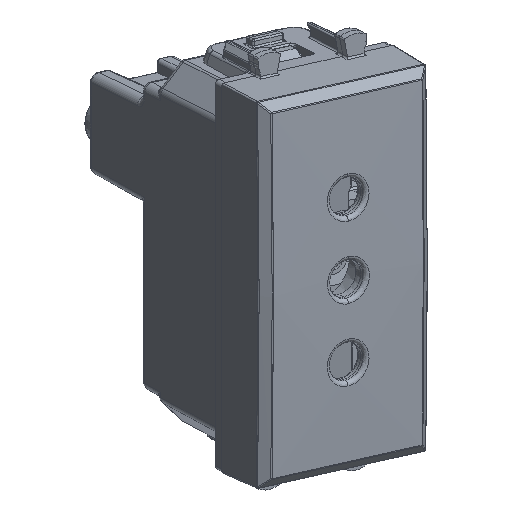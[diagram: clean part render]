
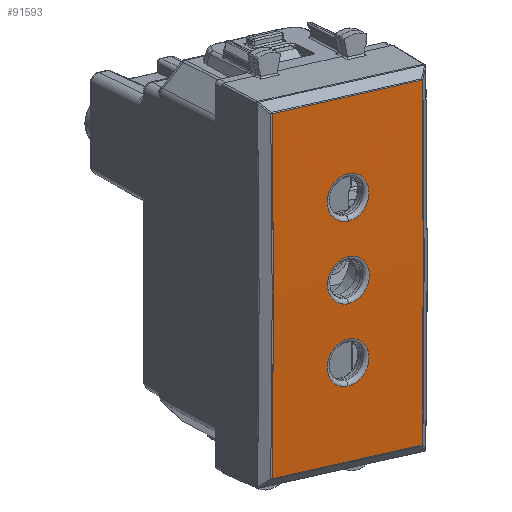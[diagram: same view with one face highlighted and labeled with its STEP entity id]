
A CAD part, top view. The second image highlights one B-rep face of the part: STEP entity #91593.
In plain terms, the highlighted cylindrical face has radius 825.133 mm (diameter 1650.27 mm), a partial arc.
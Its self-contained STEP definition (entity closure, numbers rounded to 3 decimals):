
#85729=CARTESIAN_POINT('Vertex',(21.01,9.713,9.007)) ;
#85732=CARTESIAN_POINT('Line Origine',(21.01,0.,9.007)) ;
#85736=CARTESIAN_POINT('Vertex',(21.01,-9.713,9.007)) ;
#91453=CARTESIAN_POINT('Axis2P3D Location',(0.,0.,-815.858)) ;
#91459=CARTESIAN_POINT('Control Point',(-21.01,-9.713,9.007)) ;
#91460=CARTESIAN_POINT('Control Point',(-7.006,-9.703,9.364)) ;
#91461=CARTESIAN_POINT('Control Point',(7.006,-9.703,9.364)) ;
#91462=CARTESIAN_POINT('Control Point',(21.01,-9.713,9.007)) ;
#91463=CARTESIAN_POINT('Vertex',(-21.01,-9.713,9.007)) ;
#91467=CARTESIAN_POINT('Control Point',(-21.01,9.713,9.007)) ;
#91468=CARTESIAN_POINT('Control Point',(-7.007,9.703,9.364)) ;
#91469=CARTESIAN_POINT('Control Point',(7.006,9.703,9.364)) ;
#91470=CARTESIAN_POINT('Control Point',(21.01,9.713,9.007)) ;
#91471=CARTESIAN_POINT('Vertex',(-21.01,9.713,9.007)) ;
#91474=CARTESIAN_POINT('Line Origine',(-21.01,0.,9.007)) ;
#91486=CARTESIAN_POINT('Control Point',(-12.213,0.,9.185)) ;
#91487=CARTESIAN_POINT('Control Point',(-12.213,-0.777,9.185)) ;
#91488=CARTESIAN_POINT('Control Point',(-11.935,-1.553,9.189)) ;
#91489=CARTESIAN_POINT('Control Point',(-11.375,-2.195,9.197)) ;
#91490=CARTESIAN_POINT('Control Point',(-10.349,-2.729,9.211)) ;
#91491=CARTESIAN_POINT('Control Point',(-9.25,-2.722,9.223)) ;
#91492=CARTESIAN_POINT('Control Point',(-8.938,-2.674,9.227)) ;
#91493=CARTESIAN_POINT('Control Point',(-8.044,-2.402,9.236)) ;
#91494=CARTESIAN_POINT('Control Point',(-7.318,-1.773,9.243)) ;
#91495=CARTESIAN_POINT('Control Point',(-6.971,-1.226,9.246)) ;
#91496=CARTESIAN_POINT('Control Point',(-6.797,-0.613,9.247)) ;
#91497=CARTESIAN_POINT('Control Point',(-6.797,0.,9.247)) ;
#91498=CARTESIAN_POINT('Vertex',(-12.213,0.,9.185)) ;
#91500=CARTESIAN_POINT('Vertex',(-6.797,0.,9.247)) ;
#91504=CARTESIAN_POINT('Control Point',(-6.797,0.,9.247)) ;
#91505=CARTESIAN_POINT('Control Point',(-6.797,0.384,9.247)) ;
#91506=CARTESIAN_POINT('Control Point',(-6.865,0.767,9.246)) ;
#91507=CARTESIAN_POINT('Control Point',(-7.001,1.135,9.245)) ;
#91508=CARTESIAN_POINT('Control Point',(-7.52,2.012,9.241)) ;
#91509=CARTESIAN_POINT('Control Point',(-8.391,2.587,9.233)) ;
#91510=CARTESIAN_POINT('Control Point',(-9.02,2.775,9.226)) ;
#91511=CARTESIAN_POINT('Control Point',(-10.391,2.769,9.21)) ;
#91512=CARTESIAN_POINT('Control Point',(-11.538,1.995,9.195)) ;
#91513=CARTESIAN_POINT('Control Point',(-11.989,1.395,9.188)) ;
#91514=CARTESIAN_POINT('Control Point',(-12.213,0.697,9.185)) ;
#91515=CARTESIAN_POINT('Control Point',(-12.213,0.,9.185)) ;
#91522=CARTESIAN_POINT('Control Point',(-2.709,0.,9.271)) ;
#91523=CARTESIAN_POINT('Control Point',(-2.709,-0.777,9.271)) ;
#91524=CARTESIAN_POINT('Control Point',(-2.43,-1.554,9.271)) ;
#91525=CARTESIAN_POINT('Control Point',(-1.87,-2.195,9.273)) ;
#91526=CARTESIAN_POINT('Control Point',(-0.845,-2.73,9.275)) ;
#91527=CARTESIAN_POINT('Control Point',(0.255,-2.723,9.275)) ;
#91528=CARTESIAN_POINT('Control Point',(0.567,-2.675,9.275)) ;
#91529=CARTESIAN_POINT('Control Point',(1.461,-2.403,9.274)) ;
#91530=CARTESIAN_POINT('Control Point',(2.187,-1.774,9.272)) ;
#91531=CARTESIAN_POINT('Control Point',(2.535,-1.226,9.271)) ;
#91532=CARTESIAN_POINT('Control Point',(2.709,-0.613,9.271)) ;
#91533=CARTESIAN_POINT('Control Point',(2.709,0.,9.271)) ;
#91534=CARTESIAN_POINT('Vertex',(-2.709,0.,9.271)) ;
#91536=CARTESIAN_POINT('Vertex',(2.709,0.,9.271)) ;
#91540=CARTESIAN_POINT('Control Point',(2.709,0.,9.271)) ;
#91541=CARTESIAN_POINT('Control Point',(2.709,0.385,9.271)) ;
#91542=CARTESIAN_POINT('Control Point',(2.641,0.77,9.271)) ;
#91543=CARTESIAN_POINT('Control Point',(2.504,1.139,9.271)) ;
#91544=CARTESIAN_POINT('Control Point',(1.983,2.017,9.273)) ;
#91545=CARTESIAN_POINT('Control Point',(1.109,2.591,9.275)) ;
#91546=CARTESIAN_POINT('Control Point',(0.479,2.777,9.275)) ;
#91547=CARTESIAN_POINT('Control Point',(-0.891,2.768,9.275)) ;
#91548=CARTESIAN_POINT('Control Point',(-2.036,1.992,9.273)) ;
#91549=CARTESIAN_POINT('Control Point',(-2.485,1.393,9.271)) ;
#91550=CARTESIAN_POINT('Control Point',(-2.709,0.696,9.271)) ;
#91551=CARTESIAN_POINT('Control Point',(-2.709,0.,9.271)) ;
#91558=CARTESIAN_POINT('Control Point',(12.213,0.,9.185)) ;
#91559=CARTESIAN_POINT('Control Point',(12.213,0.777,9.185)) ;
#91560=CARTESIAN_POINT('Control Point',(11.935,1.553,9.189)) ;
#91561=CARTESIAN_POINT('Control Point',(11.375,2.195,9.197)) ;
#91562=CARTESIAN_POINT('Control Point',(10.349,2.729,9.211)) ;
#91563=CARTESIAN_POINT('Control Point',(9.25,2.722,9.223)) ;
#91564=CARTESIAN_POINT('Control Point',(8.938,2.674,9.227)) ;
#91565=CARTESIAN_POINT('Control Point',(8.044,2.402,9.236)) ;
#91566=CARTESIAN_POINT('Control Point',(7.318,1.773,9.243)) ;
#91567=CARTESIAN_POINT('Control Point',(6.971,1.226,9.246)) ;
#91568=CARTESIAN_POINT('Control Point',(6.797,0.613,9.247)) ;
#91569=CARTESIAN_POINT('Control Point',(6.797,0.,9.247)) ;
#91570=CARTESIAN_POINT('Vertex',(12.213,0.,9.185)) ;
#91572=CARTESIAN_POINT('Vertex',(6.797,0.,9.247)) ;
#91576=CARTESIAN_POINT('Control Point',(6.797,0.,9.247)) ;
#91577=CARTESIAN_POINT('Control Point',(6.797,-0.384,9.247)) ;
#91578=CARTESIAN_POINT('Control Point',(6.865,-0.767,9.246)) ;
#91579=CARTESIAN_POINT('Control Point',(7.001,-1.135,9.245)) ;
#91580=CARTESIAN_POINT('Control Point',(7.52,-2.012,9.241)) ;
#91581=CARTESIAN_POINT('Control Point',(8.391,-2.587,9.233)) ;
#91582=CARTESIAN_POINT('Control Point',(9.02,-2.775,9.226)) ;
#91583=CARTESIAN_POINT('Control Point',(10.391,-2.769,9.21)) ;
#91584=CARTESIAN_POINT('Control Point',(11.538,-1.995,9.195)) ;
#91585=CARTESIAN_POINT('Control Point',(11.989,-1.395,9.188)) ;
#91586=CARTESIAN_POINT('Control Point',(12.213,-0.697,9.185)) ;
#91587=CARTESIAN_POINT('Control Point',(12.213,0.,9.185)) ;
#85733=DIRECTION('Vector Direction',(0.,-1.,0.)) ;
#91454=DIRECTION('Axis2P3D Direction',(0.,1.,-0.)) ;
#91455=DIRECTION('Axis2P3D XDirection',(-0.027,0.,1.)) ;
#91475=DIRECTION('Vector Direction',(0.,1.,0.)) ;
#91456=AXIS2_PLACEMENT_3D('Cylinder Axis2P3D',#91453,#91454,#91455) ;
#91480=ORIENTED_EDGE('',*,*,#91465,.F.) ;
#91481=ORIENTED_EDGE('',*,*,#85738,.F.) ;
#91482=ORIENTED_EDGE('',*,*,#91473,.F.) ;
#91483=ORIENTED_EDGE('',*,*,#91478,.F.) ;
#91518=ORIENTED_EDGE('',*,*,#91502,.F.) ;
#91519=ORIENTED_EDGE('',*,*,#91516,.F.) ;
#91554=ORIENTED_EDGE('',*,*,#91538,.F.) ;
#91555=ORIENTED_EDGE('',*,*,#91552,.F.) ;
#91590=ORIENTED_EDGE('',*,*,#91574,.F.) ;
#91591=ORIENTED_EDGE('',*,*,#91588,.F.) ;
#91520=FACE_BOUND('',#91517,.T.) ;
#91556=FACE_BOUND('',#91553,.T.) ;
#91592=FACE_BOUND('',#91589,.T.) ;
#85734=VECTOR('Line Direction',#85733,1.) ;
#91476=VECTOR('Line Direction',#91475,1.) ;
#91593=ADVANCED_FACE('PartBody',(#91484,#91520,#91556,#91592),#91457,.T.) ;
#91458=B_SPLINE_CURVE_WITH_KNOTS('',3,(#91459,#91460,#91461,#91462),.UNSPECIFIED.,.F.,.U.,(4,4),(17.213,89.968),.UNSPECIFIED.) ;
#91466=B_SPLINE_CURVE_WITH_KNOTS('',3,(#91467,#91468,#91469,#91470),.UNSPECIFIED.,.F.,.U.,(4,4),(17.213,89.968),.UNSPECIFIED.) ;
#91485=B_SPLINE_CURVE_WITH_KNOTS('',5,(#91486,#91487,#91488,#91489,#91490,#91491,#91492,#91493,#91494,#91495,#91496,#91497),.UNSPECIFIED.,.F.,.U.,(6,3,3,6),(5.48,10.485,12.491,16.44),.UNSPECIFIED.) ;
#91503=B_SPLINE_CURVE_WITH_KNOTS('',5,(#91504,#91505,#91506,#91507,#91508,#91509,#91510,#91511,#91512,#91513,#91514,#91515),.UNSPECIFIED.,.F.,.U.,(6,3,3,6),(5.48,7.952,11.947,16.441),.UNSPECIFIED.) ;
#91521=B_SPLINE_CURVE_WITH_KNOTS('',5,(#91522,#91523,#91524,#91525,#91526,#91527,#91528,#91529,#91530,#91531,#91532,#91533),.UNSPECIFIED.,.F.,.U.,(6,3,3,6),(5.481,10.486,12.492,16.443),.UNSPECIFIED.) ;
#91539=B_SPLINE_CURVE_WITH_KNOTS('',5,(#91540,#91541,#91542,#91543,#91544,#91545,#91546,#91547,#91548,#91549,#91550,#91551),.UNSPECIFIED.,.F.,.U.,(6,3,3,6),(5.481,7.962,11.956,16.443),.UNSPECIFIED.) ;
#91557=B_SPLINE_CURVE_WITH_KNOTS('',5,(#91558,#91559,#91560,#91561,#91562,#91563,#91564,#91565,#91566,#91567,#91568,#91569),.UNSPECIFIED.,.F.,.U.,(6,3,3,6),(5.48,10.485,12.491,16.44),.UNSPECIFIED.) ;
#91575=B_SPLINE_CURVE_WITH_KNOTS('',5,(#91576,#91577,#91578,#91579,#91580,#91581,#91582,#91583,#91584,#91585,#91586,#91587),.UNSPECIFIED.,.F.,.U.,(6,3,3,6),(5.48,7.952,11.947,16.441),.UNSPECIFIED.) ;
#91457=CYLINDRICAL_SURFACE('generated cylinder',#91456,825.133) ;
#85738=EDGE_CURVE('',#85730,#85737,#85735,.T.) ;
#91465=EDGE_CURVE('',#85737,#91464,#91458,.F.) ;
#91473=EDGE_CURVE('',#91472,#85730,#91466,.T.) ;
#91478=EDGE_CURVE('',#91464,#91472,#91477,.T.) ;
#91502=EDGE_CURVE('',#91499,#91501,#91485,.T.) ;
#91516=EDGE_CURVE('',#91501,#91499,#91503,.T.) ;
#91538=EDGE_CURVE('',#91535,#91537,#91521,.T.) ;
#91552=EDGE_CURVE('',#91537,#91535,#91539,.T.) ;
#91574=EDGE_CURVE('',#91571,#91573,#91557,.T.) ;
#91588=EDGE_CURVE('',#91573,#91571,#91575,.T.) ;
#91479=EDGE_LOOP('',(#91480,#91481,#91482,#91483)) ;
#91517=EDGE_LOOP('',(#91518,#91519)) ;
#91553=EDGE_LOOP('',(#91554,#91555)) ;
#91589=EDGE_LOOP('',(#91590,#91591)) ;
#91484=FACE_OUTER_BOUND('',#91479,.T.) ;
#85735=LINE('Line',#85732,#85734) ;
#91477=LINE('Line',#91474,#91476) ;
#85730=VERTEX_POINT('',#85729) ;
#85737=VERTEX_POINT('',#85736) ;
#91464=VERTEX_POINT('',#91463) ;
#91472=VERTEX_POINT('',#91471) ;
#91499=VERTEX_POINT('',#91498) ;
#91501=VERTEX_POINT('',#91500) ;
#91535=VERTEX_POINT('',#91534) ;
#91537=VERTEX_POINT('',#91536) ;
#91571=VERTEX_POINT('',#91570) ;
#91573=VERTEX_POINT('',#91572) ;
